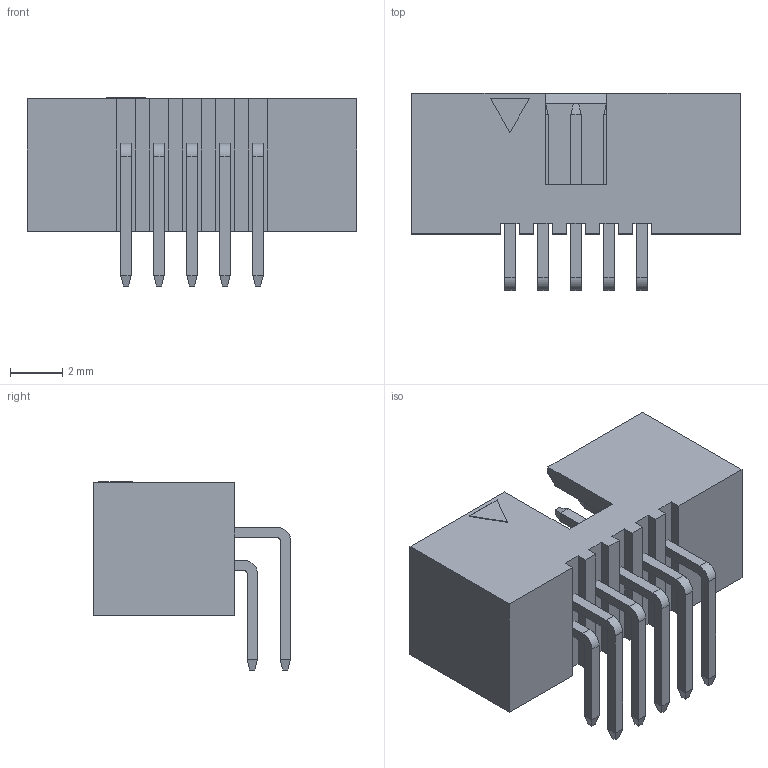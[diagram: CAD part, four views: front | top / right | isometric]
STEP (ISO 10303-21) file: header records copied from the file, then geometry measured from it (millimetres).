
FILE_DESCRIPTION(/* description */ (' PTC IGES file: 3220-10-0200.igs '),/* implementation_level */ '2;1');
FILE_NAME(/* name */ '3220-10-0200.stp',/* time_stamp */ '2018-02-04T17:31:39+01:00',/* author */ ('kristoffer'),/* organization */ ('Unknown'),/* preprocessor_version */ 'ST-DEVELOPER v17',/* originating_system */ 'Autodesk Inventor 2018',/* authorisation */ '');
FILE_SCHEMA (('AUTOMOTIVE_DESIGN { 1 0 10303 214 3 1 1 }'));
Length unit declared in the file: millimetre
Products named in the file (1): 3220-10-0200
Bounding box: 12.65 x 7.57 x 7.23 mm (x, y, z)
Surface area: 596.8 mm2 (no closed solid volume)
Topology: 0 solids, 223 shells, 223 faces, 1032 edges, 1032 vertices
Faces by surface type: plane 203, cylinder 20
Entity records: 11119 total; most frequent: CARTESIAN_POINT 2678, DIRECTION 1480, VERTEX_POINT 1032, EDGE_CURVE 1032, ORIENTED_EDGE 1032, LINE 952, VECTOR 952, AXIS2_PLACEMENT_3D 264
